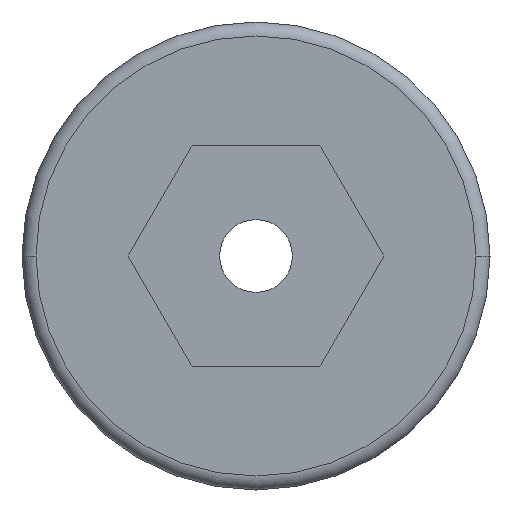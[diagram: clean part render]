
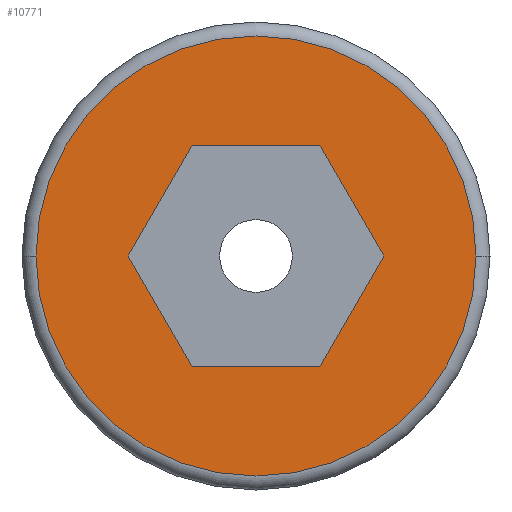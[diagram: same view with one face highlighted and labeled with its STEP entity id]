
A CAD part, left-side view. The second image highlights one B-rep face of the part: STEP entity #10771.
In plain terms, the highlighted planar face has unit normal (-1, 0, 0).
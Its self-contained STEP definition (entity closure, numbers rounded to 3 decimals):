
#5166=DIRECTION('',(0.,-0.5,0.866));
#5167=VECTOR('',#5166,2.321);
#5168=CARTESIAN_POINT('',(-4.91,2.321,0.));
#5169=LINE('',#5168,#5167);
#5170=DIRECTION('',(0.,0.5,0.866));
#5171=VECTOR('',#5170,2.321);
#5172=CARTESIAN_POINT('',(-4.91,1.16,-2.01));
#5173=LINE('',#5172,#5171);
#5174=DIRECTION('',(0.,1.,0.));
#5175=VECTOR('',#5174,2.321);
#5176=CARTESIAN_POINT('',(-4.91,-1.16,-2.01));
#5177=LINE('',#5176,#5175);
#5178=DIRECTION('',(0.,0.5,-0.866));
#5179=VECTOR('',#5178,2.321);
#5180=CARTESIAN_POINT('',(-4.91,-2.321,0.));
#5181=LINE('',#5180,#5179);
#5182=DIRECTION('',(0.,-0.5,-0.866));
#5183=VECTOR('',#5182,2.321);
#5184=CARTESIAN_POINT('',(-4.91,-1.16,2.01));
#5185=LINE('',#5184,#5183);
#5186=DIRECTION('',(0.,-1.,0.));
#5187=VECTOR('',#5186,2.321);
#5188=CARTESIAN_POINT('',(-4.91,1.16,2.01));
#5189=LINE('',#5188,#5187);
#5190=CARTESIAN_POINT('',(-4.91,0.,0.));
#5191=DIRECTION('',(-1.,0.,0.));
#5192=DIRECTION('',(0.,1.,0.));
#5193=AXIS2_PLACEMENT_3D('',#5190,#5191,#5192);
#5195=CARTESIAN_POINT('',(-4.91,0.,0.));
#5196=DIRECTION('',(-1.,0.,0.));
#5197=DIRECTION('',(0.,-1.,0.));
#5198=AXIS2_PLACEMENT_3D('',#5195,#5196,#5197);
#5543=CARTESIAN_POINT('',(-4.91,2.321,0.));
#5544=CARTESIAN_POINT('',(-4.91,1.16,2.01));
#5545=VERTEX_POINT('',#5543);
#5546=VERTEX_POINT('',#5544);
#5547=CARTESIAN_POINT('',(-4.91,-1.16,2.01));
#5548=VERTEX_POINT('',#5547);
#5549=CARTESIAN_POINT('',(-4.91,-2.321,0.));
#5550=VERTEX_POINT('',#5549);
#5551=CARTESIAN_POINT('',(-4.91,-1.16,-2.01));
#5552=VERTEX_POINT('',#5551);
#5553=CARTESIAN_POINT('',(-4.91,1.16,-2.01));
#5554=VERTEX_POINT('',#5553);
#5555=CARTESIAN_POINT('',(-4.91,3.996,0.));
#5556=CARTESIAN_POINT('',(-4.91,-3.996,0.));
#5557=VERTEX_POINT('',#5555);
#5558=VERTEX_POINT('',#5556);
#10747=CARTESIAN_POINT('',(-4.91,0.,0.));
#10748=DIRECTION('',(1.,0.,0.));
#10749=DIRECTION('',(0.,-1.,0.));
#10750=AXIS2_PLACEMENT_3D('',#10747,#10748,#10749);
#10751=PLANE('',#10750);
#10753=ORIENTED_EDGE('',*,*,#10752,.F.);
#10754=ORIENTED_EDGE('',*,*,#10737,.F.);
#10755=EDGE_LOOP('',(#10753,#10754));
#10756=FACE_OUTER_BOUND('',#10755,.F.);
#10758=ORIENTED_EDGE('',*,*,#10757,.F.);
#10760=ORIENTED_EDGE('',*,*,#10759,.F.);
#10762=ORIENTED_EDGE('',*,*,#10761,.F.);
#10764=ORIENTED_EDGE('',*,*,#10763,.F.);
#10766=ORIENTED_EDGE('',*,*,#10765,.F.);
#10768=ORIENTED_EDGE('',*,*,#10767,.F.);
#10769=EDGE_LOOP('',(#10758,#10760,#10762,#10764,#10766,#10768));
#10770=FACE_BOUND('',#10769,.F.);
#5194=CIRCLE('',#5193,3.996);
#5199=CIRCLE('',#5198,3.996);
#10737=EDGE_CURVE('',#5558,#5557,#5199,.T.);
#10752=EDGE_CURVE('',#5557,#5558,#5194,.T.);
#10757=EDGE_CURVE('',#5545,#5546,#5169,.T.);
#10759=EDGE_CURVE('',#5554,#5545,#5173,.T.);
#10761=EDGE_CURVE('',#5552,#5554,#5177,.T.);
#10763=EDGE_CURVE('',#5550,#5552,#5181,.T.);
#10765=EDGE_CURVE('',#5548,#5550,#5185,.T.);
#10767=EDGE_CURVE('',#5546,#5548,#5189,.T.);
#10771=ADVANCED_FACE('',(#10756,#10770),#10751,.F.);
